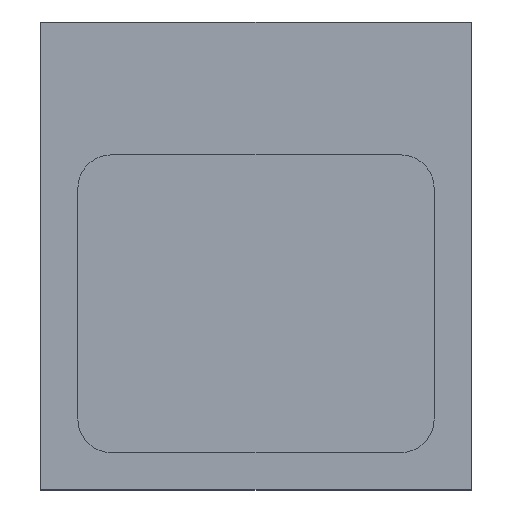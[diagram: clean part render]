
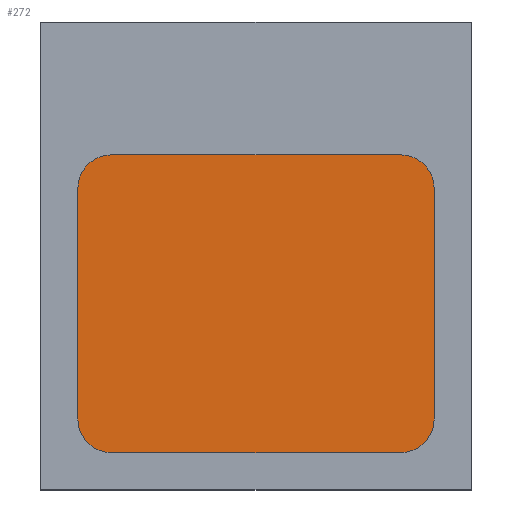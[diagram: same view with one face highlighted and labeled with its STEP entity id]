
A CAD part, top view. The second image highlights one B-rep face of the part: STEP entity #272.
In plain terms, the highlighted planar face has unit normal (0, 0, 1).
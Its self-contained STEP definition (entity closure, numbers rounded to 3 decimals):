
#24=CIRCLE('',#299,1.588);
#25=CIRCLE('',#302,1.588);
#26=CIRCLE('',#305,1.588);
#27=CIRCLE('',#308,1.588);
#42=FACE_OUTER_BOUND('',#58,.T.);
#58=EDGE_LOOP('',(#239,#240,#241,#242,#243,#244,#245,#246));
#76=LINE('',#433,#104);
#79=LINE('',#441,#107);
#82=LINE('',#449,#110);
#85=LINE('',#457,#113);
#104=VECTOR('',#351,10.);
#107=VECTOR('',#360,10.);
#110=VECTOR('',#369,10.);
#113=VECTOR('',#378,10.);
#131=VERTEX_POINT('',#430);
#132=VERTEX_POINT('',#432);
#133=VERTEX_POINT('',#436);
#134=VERTEX_POINT('',#440);
#135=VERTEX_POINT('',#444);
#136=VERTEX_POINT('',#448);
#137=VERTEX_POINT('',#452);
#138=VERTEX_POINT('',#456);
#160=EDGE_CURVE('',#132,#131,#76,.T.);
#162=EDGE_CURVE('',#133,#132,#24,.T.);
#164=EDGE_CURVE('',#134,#133,#79,.T.);
#166=EDGE_CURVE('',#135,#134,#25,.T.);
#168=EDGE_CURVE('',#136,#135,#82,.T.);
#170=EDGE_CURVE('',#137,#136,#26,.T.);
#172=EDGE_CURVE('',#138,#137,#85,.T.);
#174=EDGE_CURVE('',#131,#138,#27,.T.);
#239=ORIENTED_EDGE('',*,*,#174,.T.);
#240=ORIENTED_EDGE('',*,*,#172,.T.);
#241=ORIENTED_EDGE('',*,*,#170,.T.);
#242=ORIENTED_EDGE('',*,*,#168,.T.);
#243=ORIENTED_EDGE('',*,*,#166,.T.);
#244=ORIENTED_EDGE('',*,*,#164,.T.);
#245=ORIENTED_EDGE('',*,*,#162,.T.);
#246=ORIENTED_EDGE('',*,*,#160,.T.);
#257=PLANE('',#309);
#272=ADVANCED_FACE('',(#42),#257,.T.);
#299=AXIS2_PLACEMENT_3D('',#437,#355,#356);
#302=AXIS2_PLACEMENT_3D('',#445,#364,#365);
#305=AXIS2_PLACEMENT_3D('',#453,#373,#374);
#308=AXIS2_PLACEMENT_3D('',#460,#382,#383);
#309=AXIS2_PLACEMENT_3D('',#461,#384,#385);
#351=DIRECTION('',(0.,-1.,0.));
#355=DIRECTION('center_axis',(0.,0.,1.));
#356=DIRECTION('ref_axis',(0.,1.,0.));
#360=DIRECTION('',(-1.,0.,0.));
#364=DIRECTION('center_axis',(0.,0.,1.));
#365=DIRECTION('ref_axis',(1.,0.,0.));
#369=DIRECTION('',(0.,1.,0.));
#373=DIRECTION('center_axis',(0.,0.,1.));
#374=DIRECTION('ref_axis',(0.,-1.,0.));
#378=DIRECTION('',(1.,0.,0.));
#382=DIRECTION('center_axis',(0.,0.,1.));
#383=DIRECTION('ref_axis',(-1.,0.,0.));
#384=DIRECTION('center_axis',(0.,0.,1.));
#385=DIRECTION('ref_axis',(1.,0.,0.));
#430=CARTESIAN_POINT('',(1.75,3.338,3.));
#432=CARTESIAN_POINT('',(1.75,14.163,3.));
#433=CARTESIAN_POINT('',(1.75,14.163,3.));
#436=CARTESIAN_POINT('',(3.338,15.75,3.));
#437=CARTESIAN_POINT('Origin',(3.338,14.163,3.));
#440=CARTESIAN_POINT('',(16.913,15.75,3.));
#441=CARTESIAN_POINT('',(16.913,15.75,3.));
#444=CARTESIAN_POINT('',(18.5,14.163,3.));
#445=CARTESIAN_POINT('Origin',(16.913,14.163,3.));
#448=CARTESIAN_POINT('',(18.5,3.338,3.));
#449=CARTESIAN_POINT('',(18.5,3.338,3.));
#452=CARTESIAN_POINT('',(16.913,1.75,3.));
#453=CARTESIAN_POINT('Origin',(16.913,3.338,3.));
#456=CARTESIAN_POINT('',(3.338,1.75,3.));
#457=CARTESIAN_POINT('',(3.338,1.75,3.));
#460=CARTESIAN_POINT('Origin',(3.338,3.338,3.));
#461=CARTESIAN_POINT('Origin',(10.125,8.75,3.));
